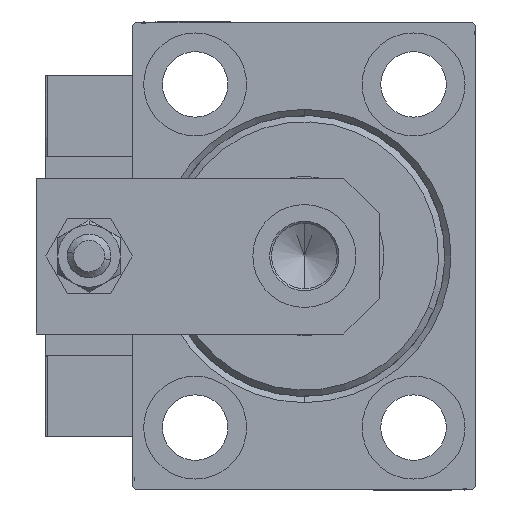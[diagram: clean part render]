
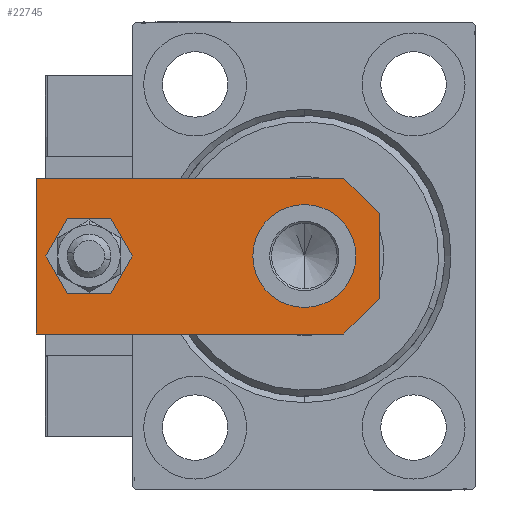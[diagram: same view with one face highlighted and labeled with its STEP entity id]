
A CAD part, left-side view. The second image highlights one B-rep face of the part: STEP entity #22745.
In plain terms, the highlighted face is planar.
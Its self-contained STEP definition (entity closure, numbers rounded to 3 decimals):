
#4 = CARTESIAN_POINT ( 'NONE',  ( -12.5, 55., 6. ) ) ;
#525 = CARTESIAN_POINT ( 'NONE',  ( -12.5, 0., 6. ) ) ;
#2617 = VECTOR ( 'NONE', #33621, 1000. ) ;
#2698 = DIRECTION ( 'NONE',  ( 0., 0., 1. ) ) ;
#2869 = VECTOR ( 'NONE', #32186, 1000. ) ;
#3119 = CARTESIAN_POINT ( 'NONE',  ( 0., 46.5, 6. ) ) ;
#3718 = FACE_OUTER_BOUND ( 'NONE', #12153, .T. ) ;
#5128 = EDGE_CURVE ( 'NONE', #16902, #26505, #10668, .T. ) ;
#5142 = AXIS2_PLACEMENT_3D ( 'NONE', #18506, #2698, #41349 ) ;
#5165 = CARTESIAN_POINT ( 'NONE',  ( 4., 46.5, 6. ) ) ;
#6340 = EDGE_LOOP ( 'NONE', ( #43638, #37603 ) ) ;
#7332 = DIRECTION ( 'NONE',  ( -1., 0., 0. ) ) ;
#7580 = LINE ( 'NONE', #27055, #33022 ) ;
#7581 = FACE_BOUND ( 'NONE', #35518, .T. ) ;
#7916 = VECTOR ( 'NONE', #48617, 1000. ) ;
#9460 = EDGE_CURVE ( 'NONE', #11294, #16902, #48516, .T. ) ;
#10076 = DIRECTION ( 'NONE',  ( 0., 0., 1. ) ) ;
#10657 = EDGE_CURVE ( 'NONE', #26505, #24696, #7580, .T. ) ;
#10668 = LINE ( 'NONE', #26499, #7916 ) ;
#10755 = CARTESIAN_POINT ( 'NONE',  ( 0., 46.5, 6. ) ) ;
#11294 = VERTEX_POINT ( 'NONE', #16287 ) ;
#11621 = AXIS2_PLACEMENT_3D ( 'NONE', #10755, #26588, #13616 ) ;
#12153 = EDGE_LOOP ( 'NONE', ( #16190, #20247, #32480, #29396, #35998, #19360 ) ) ;
#12452 = CIRCLE ( 'NONE', #11621, 4. ) ;
#13600 = EDGE_CURVE ( 'NONE', #29499, #11294, #24373, .T. ) ;
#13616 = DIRECTION ( 'NONE',  ( 1., 0., 0. ) ) ;
#13728 = EDGE_CURVE ( 'NONE', #41375, #16691, #36834, .T. ) ;
#15344 = VECTOR ( 'NONE', #16312, 1000. ) ;
#15611 = PLANE ( 'NONE',  #38816 ) ;
#16190 = ORIENTED_EDGE ( 'NONE', *, *, #38456, .T. ) ;
#16287 = CARTESIAN_POINT ( 'NONE',  ( 6.84, 0., 6. ) ) ;
#16312 = DIRECTION ( 'NONE',  ( 1., 0., 0. ) ) ;
#16691 = VERTEX_POINT ( 'NONE', #18283 ) ;
#16902 = VERTEX_POINT ( 'NONE', #24971 ) ;
#17362 = CARTESIAN_POINT ( 'NONE',  ( -12.5, 55., 6. ) ) ;
#17789 = LINE ( 'NONE', #26335, #2617 ) ;
#18029 = AXIS2_PLACEMENT_3D ( 'NONE', #3119, #30612, #38117 ) ;
#18283 = CARTESIAN_POINT ( 'NONE',  ( 8.25, 12., 6. ) ) ;
#18506 = CARTESIAN_POINT ( 'NONE',  ( 0., 12., 6. ) ) ;
#19360 = ORIENTED_EDGE ( 'NONE', *, *, #10657, .T. ) ;
#20247 = ORIENTED_EDGE ( 'NONE', *, *, #32290, .T. ) ;
#21407 = VECTOR ( 'NONE', #48753, 1000. ) ;
#21990 = AXIS2_PLACEMENT_3D ( 'NONE', #26419, #10076, #25912 ) ;
#22745 = ADVANCED_FACE ( 'NONE', ( #7581, #3718, #46773 ), #15611, .T. ) ;
#22987 = CARTESIAN_POINT ( 'NONE',  ( 12.5, 55., 6. ) ) ;
#24373 = LINE ( 'NONE', #525, #15344 ) ;
#24696 = VERTEX_POINT ( 'NONE', #4 ) ;
#24971 = CARTESIAN_POINT ( 'NONE',  ( 12.5, 5.66, 6. ) ) ;
#25912 = DIRECTION ( 'NONE',  ( 1., 0., 0. ) ) ;
#26335 = CARTESIAN_POINT ( 'NONE',  ( -3.42, -3.42, 6. ) ) ;
#26419 = CARTESIAN_POINT ( 'NONE',  ( 0., 12., 6. ) ) ;
#26499 = CARTESIAN_POINT ( 'NONE',  ( 12.5, 0., 6. ) ) ;
#26505 = VERTEX_POINT ( 'NONE', #22987 ) ;
#26588 = DIRECTION ( 'NONE',  ( 0., 0., 1. ) ) ;
#27055 = CARTESIAN_POINT ( 'NONE',  ( 12.5, 55., 6. ) ) ;
#28049 = DIRECTION ( 'NONE',  ( 0., 0., 1. ) ) ;
#29396 = ORIENTED_EDGE ( 'NONE', *, *, #9460, .T. ) ;
#29499 = VERTEX_POINT ( 'NONE', #50102 ) ;
#30612 = DIRECTION ( 'NONE',  ( 0., 0., 1. ) ) ;
#31462 = CARTESIAN_POINT ( 'NONE',  ( 0., 0., 6. ) ) ;
#32186 = DIRECTION ( 'NONE',  ( 0.707, 0.707, 0. ) ) ;
#32290 = EDGE_CURVE ( 'NONE', #50698, #29499, #17789, .T. ) ;
#32480 = ORIENTED_EDGE ( 'NONE', *, *, #13600, .T. ) ;
#33022 = VECTOR ( 'NONE', #7332, 1000. ) ;
#33559 = EDGE_CURVE ( 'NONE', #16691, #41375, #48203, .T. ) ;
#33621 = DIRECTION ( 'NONE',  ( 0.707, -0.707, 0. ) ) ;
#35518 = EDGE_LOOP ( 'NONE', ( #47967, #49647 ) ) ;
#35583 = DIRECTION ( 'NONE',  ( 1., 0., 0. ) ) ;
#35998 = ORIENTED_EDGE ( 'NONE', *, *, #5128, .T. ) ;
#36834 = CIRCLE ( 'NONE', #21990, 8.25 ) ;
#37603 = ORIENTED_EDGE ( 'NONE', *, *, #33559, .F. ) ;
#38117 = DIRECTION ( 'NONE',  ( 1., 0., 0. ) ) ;
#38456 = EDGE_CURVE ( 'NONE', #24696, #50698, #40718, .T. ) ;
#38816 = AXIS2_PLACEMENT_3D ( 'NONE', #31462, #28049, #35583 ) ;
#39578 = EDGE_CURVE ( 'NONE', #47426, #43388, #40372, .T. ) ;
#40214 = CARTESIAN_POINT ( 'NONE',  ( -4., 46.5, 6. ) ) ;
#40372 = CIRCLE ( 'NONE', #18029, 4. ) ;
#40718 = LINE ( 'NONE', #17362, #21407 ) ;
#41349 = DIRECTION ( 'NONE',  ( 1., 0., 0. ) ) ;
#41375 = VERTEX_POINT ( 'NONE', #47209 ) ;
#43388 = VERTEX_POINT ( 'NONE', #40214 ) ;
#43638 = ORIENTED_EDGE ( 'NONE', *, *, #13728, .F. ) ;
#45704 = EDGE_CURVE ( 'NONE', #43388, #47426, #12452, .T. ) ;
#45843 = CARTESIAN_POINT ( 'NONE',  ( -12.5, 5.66, 6. ) ) ;
#46773 = FACE_BOUND ( 'NONE', #6340, .T. ) ;
#47209 = CARTESIAN_POINT ( 'NONE',  ( -8.25, 12., 6. ) ) ;
#47426 = VERTEX_POINT ( 'NONE', #5165 ) ;
#47967 = ORIENTED_EDGE ( 'NONE', *, *, #45704, .F. ) ;
#48005 = CARTESIAN_POINT ( 'NONE',  ( 3.42, -3.42, 6. ) ) ;
#48203 = CIRCLE ( 'NONE', #5142, 8.25 ) ;
#48516 = LINE ( 'NONE', #48005, #2869 ) ;
#48617 = DIRECTION ( 'NONE',  ( 0., 1., 0. ) ) ;
#48753 = DIRECTION ( 'NONE',  ( 0., -1., 0. ) ) ;
#49647 = ORIENTED_EDGE ( 'NONE', *, *, #39578, .F. ) ;
#50102 = CARTESIAN_POINT ( 'NONE',  ( -6.84, 0., 6. ) ) ;
#50698 = VERTEX_POINT ( 'NONE', #45843 ) ;
